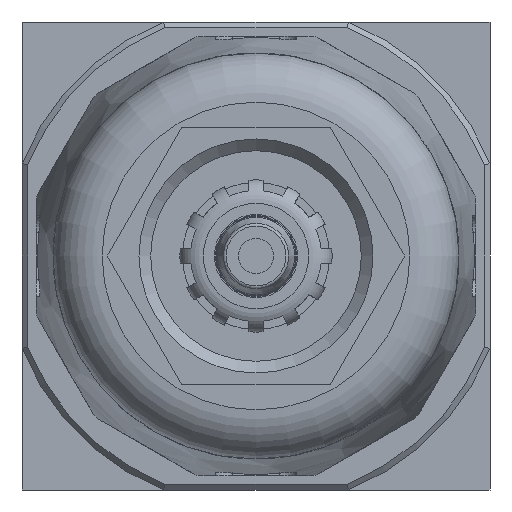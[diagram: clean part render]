
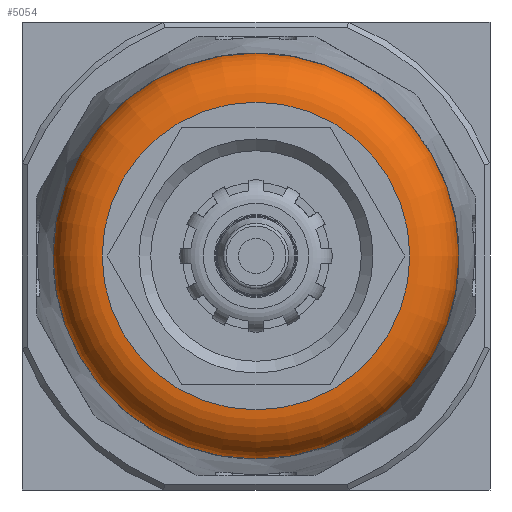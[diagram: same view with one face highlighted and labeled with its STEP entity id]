
A CAD part, front view. The second image highlights one B-rep face of the part: STEP entity #5054.
In plain terms, the highlighted toroidal (fillet/blend) face has major radius 13.15 mm and minor radius 4.2 mm.
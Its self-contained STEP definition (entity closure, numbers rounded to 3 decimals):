
#31=TOROIDAL_SURFACE('',#5385,13.15,4.2);
#1367=ORIENTED_EDGE('',*,*,#2339,.T.);
#1368=ORIENTED_EDGE('',*,*,#2338,.F.);
#2338=EDGE_CURVE('',#2823,#2823,#3100,.T.);
#2339=EDGE_CURVE('',#2824,#2824,#3101,.T.);
#2823=VERTEX_POINT('',#7566);
#2824=VERTEX_POINT('',#7569);
#3100=CIRCLE('',#5384,13.15);
#3101=CIRCLE('',#5386,17.35);
#3314=EDGE_LOOP('',(#1367));
#3315=EDGE_LOOP('',(#1368));
#3602=FACE_BOUND('',#3314,.T.);
#3603=FACE_BOUND('',#3315,.T.);
#5054=ADVANCED_FACE('',(#3602,#3603),#31,.T.);
#5384=AXIS2_PLACEMENT_3D('',#7565,#6122,#6123);
#5385=AXIS2_PLACEMENT_3D('',#7567,#6124,#6125);
#5386=AXIS2_PLACEMENT_3D('',#7568,#6126,#6127);
#6122=DIRECTION('',(0.,-1.,0.));
#6123=DIRECTION('',(0.,0.,-1.));
#6124=DIRECTION('',(0.,-1.,0.));
#6125=DIRECTION('',(0.,0.,-1.));
#6126=DIRECTION('',(0.,-1.,0.));
#6127=DIRECTION('',(0.,0.,-1.));
#7565=CARTESIAN_POINT('',(0.,-119.,0.));
#7566=CARTESIAN_POINT('',(0.,-119.,-13.15));
#7567=CARTESIAN_POINT('',(0.,-114.8,0.));
#7568=CARTESIAN_POINT('',(0.,-114.8,0.));
#7569=CARTESIAN_POINT('',(0.,-114.8,-17.35));
